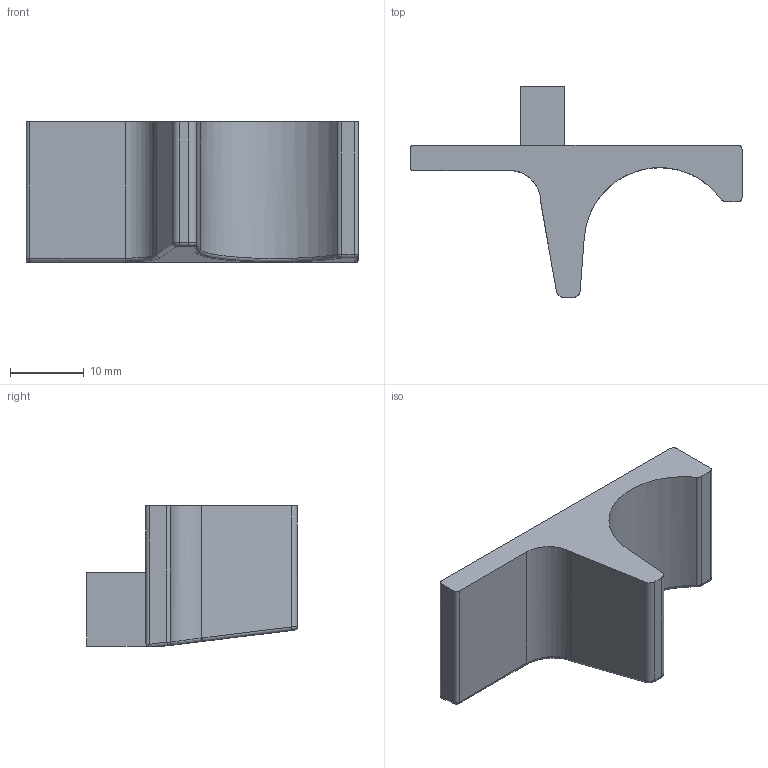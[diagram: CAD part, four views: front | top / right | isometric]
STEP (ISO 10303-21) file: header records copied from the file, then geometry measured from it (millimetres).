
FILE_DESCRIPTION(/* description */ ('STEP AP242','CAx-IF Rec.Pracs.---Representation and Presentation of Product Manufacturing Information (PMI)---4.0---2014-10-13','CAx-IF Rec.Pracs.---3D Tessellated Geometry---0.4---2014-09-14','2;1'),/* implementation_level */ '2;1');
FILE_NAME(/* name */ '6580753ca7da423e317c4ef2',/* time_stamp */ '2023-12-18T16:37:17Z',/* author */ (''),/* organization */ (''),/* preprocessor_version */ 'ST-DEVELOPER v19.4',/* originating_system */ ' ',/* authorisation */ ' ');
FILE_SCHEMA (('AP242_MANAGED_MODEL_BASED_3D_ENGINEERING_MIM_LF { 1 0 10303 442 1 1 4 }'));
Length unit declared in the file: metre
Products named in the file (1): ????
Bounding box: 45 x 28.59 x 19 mm (x, y, z)
Volume: 5561.5 mm3; surface area: 3240.2 mm2
Topology: 1 solids, 1 shells, 46 faces, 115 edges, 70 vertices
Faces by surface type: cylinder 21, plane 17, bspline 6, sphere 2
Full cylindrical faces by diameter (mm): 3.7 x1
Entity records: 1437 total; most frequent: CARTESIAN_POINT 319, DIRECTION 242, ORIENTED_EDGE 224, EDGE_CURVE 112, AXIS2_PLACEMENT_3D 92, VERTEX_POINT 70, LINE 58, VECTOR 58
